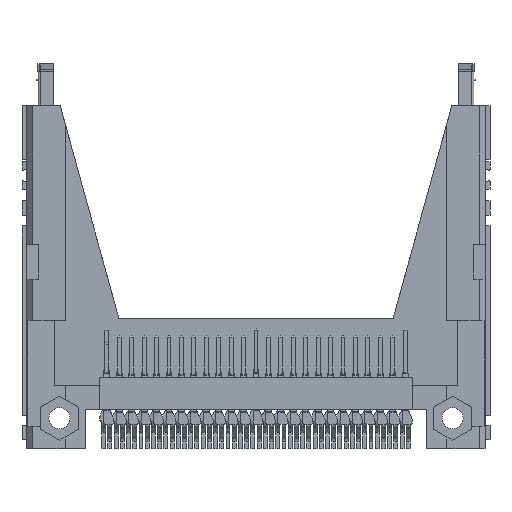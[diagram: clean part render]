
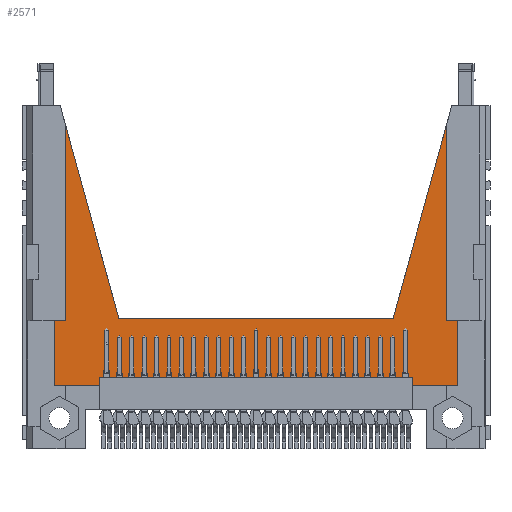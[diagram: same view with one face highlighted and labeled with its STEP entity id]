
A CAD part, top view. The second image highlights one B-rep face of the part: STEP entity #2571.
In plain terms, the highlighted planar face has unit normal (0, 0, 1).
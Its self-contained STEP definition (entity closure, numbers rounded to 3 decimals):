
#2571 = ADVANCED_FACE( '', ( #5200 ), #5201, .F. );
#5200 = FACE_OUTER_BOUND( '', #8282, .T. );
#5201 = PLANE( '', #8283 );
#8282 = EDGE_LOOP( '', ( #14235, #14236, #14237, #14238, #14239, #14240, #14241, #14242, #14243, #14244, #14245, #14246, #14247, #14248, #14249, #14250, #14251, #14252 ) );
#8283 = AXIS2_PLACEMENT_3D( '', #14253, #14254, #14255 );
#14235 = ORIENTED_EDGE( '', *, *, #20659, .T. );
#14236 = ORIENTED_EDGE( '', *, *, #20513, .F. );
#14237 = ORIENTED_EDGE( '', *, *, #20748, .F. );
#14238 = ORIENTED_EDGE( '', *, *, #20686, .F. );
#14239 = ORIENTED_EDGE( '', *, *, #18827, .T. );
#14240 = ORIENTED_EDGE( '', *, *, #20827, .F. );
#14241 = ORIENTED_EDGE( '', *, *, #20358, .T. );
#14242 = ORIENTED_EDGE( '', *, *, #20540, .F. );
#14243 = ORIENTED_EDGE( '', *, *, #20828, .F. );
#14244 = ORIENTED_EDGE( '', *, *, #19180, .F. );
#14245 = ORIENTED_EDGE( '', *, *, #20829, .T. );
#14246 = ORIENTED_EDGE( '', *, *, #20830, .F. );
#14247 = ORIENTED_EDGE( '', *, *, #20831, .F. );
#14248 = ORIENTED_EDGE( '', *, *, #20832, .F. );
#14249 = ORIENTED_EDGE( '', *, *, #19463, .F. );
#14250 = ORIENTED_EDGE( '', *, *, #19636, .F. );
#14251 = ORIENTED_EDGE( '', *, *, #19900, .F. );
#14252 = ORIENTED_EDGE( '', *, *, #20833, .F. );
#14253 = CARTESIAN_POINT( '', ( 20.625, -10.2, 0.5 ) );
#14254 = DIRECTION( '', ( 0., 0., -1. ) );
#14255 = DIRECTION( '', ( -1., 0., 0. ) );
#18827 = EDGE_CURVE( '', #22506, #22507, #22508, .T. );
#19180 = EDGE_CURVE( '', #23112, #23108, #23114, .T. );
#19463 = EDGE_CURVE( '', #23573, #23173, #23575, .T. );
#19636 = EDGE_CURVE( '', #23857, #23573, #23859, .T. );
#19900 = EDGE_CURVE( '', #24269, #23857, #24270, .T. );
#20358 = EDGE_CURVE( '', #24950, #24948, #24951, .T. );
#20513 = EDGE_CURVE( '', #25173, #25170, #25175, .T. );
#20540 = EDGE_CURVE( '', #25211, #24948, #25213, .T. );
#20659 = EDGE_CURVE( '', #25376, #25170, #25377, .T. );
#20686 = EDGE_CURVE( '', #22506, #25412, #25413, .T. );
#20748 = EDGE_CURVE( '', #25412, #25173, #25492, .T. );
#20827 = EDGE_CURVE( '', #24950, #22507, #25599, .T. );
#20828 = EDGE_CURVE( '', #23108, #25211, #25600, .T. );
#20829 = EDGE_CURVE( '', #23112, #25601, #25602, .T. );
#20830 = EDGE_CURVE( '', #25603, #25601, #25604, .T. );
#20831 = EDGE_CURVE( '', #25605, #25603, #25606, .T. );
#20832 = EDGE_CURVE( '', #23173, #25605, #25607, .T. );
#20833 = EDGE_CURVE( '', #25376, #24269, #25608, .T. );
#22506 = VERTEX_POINT( '', #27780 );
#22507 = VERTEX_POINT( '', #27781 );
#22508 = LINE( '', #27782, #27783 );
#23108 = VERTEX_POINT( '', #28638 );
#23112 = VERTEX_POINT( '', #28644 );
#23114 = LINE( '', #28647, #28648 );
#23173 = VERTEX_POINT( '', #28737 );
#23573 = VERTEX_POINT( '', #29318 );
#23575 = LINE( '', #29321, #29322 );
#23857 = VERTEX_POINT( '', #29771 );
#23859 = LINE( '', #29774, #29775 );
#24269 = VERTEX_POINT( '', #30361 );
#24270 = LINE( '', #30362, #30363 );
#24948 = VERTEX_POINT( '', #31361 );
#24950 = VERTEX_POINT( '', #31364 );
#24951 = LINE( '', #31365, #31366 );
#25170 = VERTEX_POINT( '', #31695 );
#25173 = VERTEX_POINT( '', #31700 );
#25175 = LINE( '', #31703, #31704 );
#25211 = VERTEX_POINT( '', #31755 );
#25213 = LINE( '', #31758, #31759 );
#25376 = VERTEX_POINT( '', #32014 );
#25377 = LINE( '', #32015, #32016 );
#25412 = VERTEX_POINT( '', #32068 );
#25413 = LINE( '', #32069, #32070 );
#25492 = LINE( '', #32193, #32194 );
#25599 = LINE( '', #32350, #32351 );
#25600 = LINE( '', #32352, #32353 );
#25601 = VERTEX_POINT( '', #32354 );
#25602 = LINE( '', #32355, #32356 );
#25603 = VERTEX_POINT( '', #32357 );
#25604 = LINE( '', #32358, #32359 );
#25605 = VERTEX_POINT( '', #32360 );
#25606 = LINE( '', #32361, #32362 );
#25607 = LINE( '', #32363, #32364 );
#25608 = LINE( '', #32365, #32366 );
#27780 = CARTESIAN_POINT( '', ( -19.502, 15.7, 0.5 ) );
#27781 = CARTESIAN_POINT( '', ( -21.865, 15.7, 0.5 ) );
#27782 = CARTESIAN_POINT( '', ( -21.865, 15.7, 0.5 ) );
#27783 = VECTOR( '', #34615, 1000. );
#28638 = CARTESIAN_POINT( '', ( -17.45, -11.1, 0.5 ) );
#28644 = CARTESIAN_POINT( '', ( -16., -11.1, 0.5 ) );
#28647 = CARTESIAN_POINT( '', ( -21.515, -11.1, 0.5 ) );
#28648 = VECTOR( '', #34969, 1000. );
#28737 = CARTESIAN_POINT( '', ( 17.45, -11.1, 0.5 ) );
#29318 = CARTESIAN_POINT( '', ( 21.515, -11.1, 0.5 ) );
#29321 = CARTESIAN_POINT( '', ( 21.515, -11.1, 0.5 ) );
#29322 = VECTOR( '', #35227, 1000. );
#29771 = CARTESIAN_POINT( '', ( 21.515, 13.85, 0.5 ) );
#29774 = CARTESIAN_POINT( '', ( 21.515, 17.5, 0.5 ) );
#29775 = VECTOR( '', #35381, 1000. );
#30361 = CARTESIAN_POINT( '', ( 21.865, 13.85, 0.5 ) );
#30362 = CARTESIAN_POINT( '', ( 22.265, 13.85, 0.5 ) );
#30363 = VECTOR( '', #35639, 1000. );
#31361 = CARTESIAN_POINT( '', ( -21.515, 13.85, 0.5 ) );
#31364 = CARTESIAN_POINT( '', ( -21.865, 13.85, 0.5 ) );
#31365 = CARTESIAN_POINT( '', ( -22.265, 13.85, 0.5 ) );
#31366 = VECTOR( '', #36079, 1000. );
#31695 = CARTESIAN_POINT( '', ( 19.502, 15.7, 0.5 ) );
#31700 = CARTESIAN_POINT( '', ( 14., -4.2, 0.5 ) );
#31703 = CARTESIAN_POINT( '', ( 20., 17.5, 0.5 ) );
#31704 = VECTOR( '', #36230, 1000. );
#31755 = CARTESIAN_POINT( '', ( -21.515, -11.1, 0.5 ) );
#31758 = CARTESIAN_POINT( '', ( -21.515, -10.5, 0.5 ) );
#31759 = VECTOR( '', #36253, 1000. );
#32014 = CARTESIAN_POINT( '', ( 21.865, 15.7, 0.5 ) );
#32015 = CARTESIAN_POINT( '', ( 21.865, 15.7, 0.5 ) );
#32016 = VECTOR( '', #36367, 1000. );
#32068 = CARTESIAN_POINT( '', ( -14., -4.2, 0.5 ) );
#32069 = CARTESIAN_POINT( '', ( -14., -4.2, 0.5 ) );
#32070 = VECTOR( '', #36385, 1000. );
#32193 = CARTESIAN_POINT( '', ( 14., -4.2, 0.5 ) );
#32194 = VECTOR( '', #36439, 1000. );
#32350 = CARTESIAN_POINT( '', ( -21.865, 7.14, 0.5 ) );
#32351 = VECTOR( '', #36507, 1000. );
#32352 = CARTESIAN_POINT( '', ( -21.515, -11.1, 0.5 ) );
#32353 = VECTOR( '', #36508, 1000. );
#32354 = CARTESIAN_POINT( '', ( -16., -10.2, 0.5 ) );
#32355 = CARTESIAN_POINT( '', ( -16., -11.1, 0.5 ) );
#32356 = VECTOR( '', #36509, 1000. );
#32357 = CARTESIAN_POINT( '', ( 16., -10.2, 0.5 ) );
#32358 = CARTESIAN_POINT( '', ( 20.625, -10.2, 0.5 ) );
#32359 = VECTOR( '', #36510, 1000. );
#32360 = CARTESIAN_POINT( '', ( 16., -11.1, 0.5 ) );
#32361 = CARTESIAN_POINT( '', ( 16., -11.1, 0.5 ) );
#32362 = VECTOR( '', #36511, 1000. );
#32363 = CARTESIAN_POINT( '', ( 21.515, -11.1, 0.5 ) );
#32364 = VECTOR( '', #36512, 1000. );
#32365 = CARTESIAN_POINT( '', ( 21.865, 7.14, 0.5 ) );
#32366 = VECTOR( '', #36513, 1000. );
#34615 = DIRECTION( '', ( -1., 0., 0. ) );
#34969 = DIRECTION( '', ( -1., 0., 0. ) );
#35227 = DIRECTION( '', ( -1., 0., 0. ) );
#35381 = DIRECTION( '', ( 0., -1., 0. ) );
#35639 = DIRECTION( '', ( -1., 0., 0. ) );
#36079 = DIRECTION( '', ( 1., 0., 0. ) );
#36230 = DIRECTION( '', ( 0.266, 0.964, 0. ) );
#36253 = DIRECTION( '', ( 0., 1., 0. ) );
#36367 = DIRECTION( '', ( -1., 0., 0. ) );
#36385 = DIRECTION( '', ( 0.266, -0.964, 0. ) );
#36439 = DIRECTION( '', ( 1., 0., 0. ) );
#36507 = DIRECTION( '', ( 0., 1., 0. ) );
#36508 = DIRECTION( '', ( -1., 0., 0. ) );
#36509 = DIRECTION( '', ( 0., 1., 0. ) );
#36510 = DIRECTION( '', ( -1., 0., 0. ) );
#36511 = DIRECTION( '', ( 0., 1., 0. ) );
#36512 = DIRECTION( '', ( -1., 0., 0. ) );
#36513 = DIRECTION( '', ( 0., -1., 0. ) );
